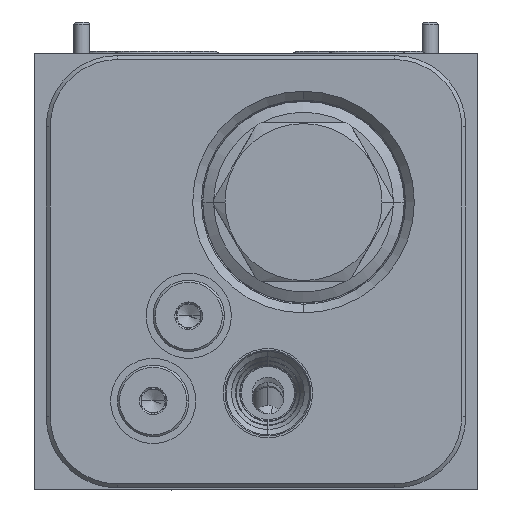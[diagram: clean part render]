
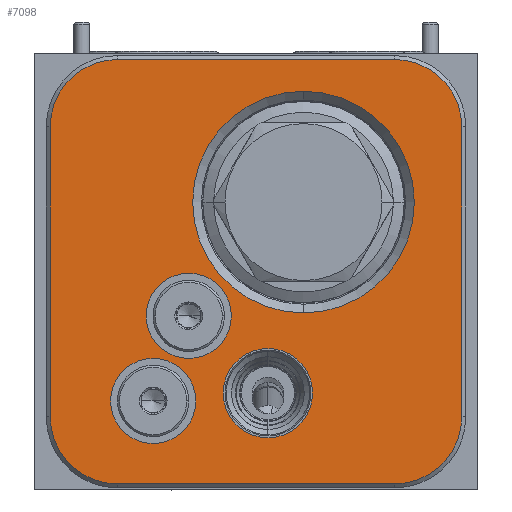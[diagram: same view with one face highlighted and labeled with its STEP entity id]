
A CAD part, front view. The second image highlights one B-rep face of the part: STEP entity #7098.
In plain terms, the highlighted planar face has unit normal (0, -1, 0).
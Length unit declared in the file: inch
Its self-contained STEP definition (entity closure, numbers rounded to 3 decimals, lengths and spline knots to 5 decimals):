
#731=CARTESIAN_POINT('',(2.844,-8.688,2.868));
#732=DIRECTION('',(0.,1.,0.));
#733=DIRECTION('',(0.,0.,1.));
#734=AXIS2_PLACEMENT_3D('',#731,#732,#733);
#745=CARTESIAN_POINT('',(1.844,-8.688,0.765));
#746=DIRECTION('',(0.,1.,0.));
#747=DIRECTION('',(0.,0.,-1.));
#748=AXIS2_PLACEMENT_3D('',#745,#746,#747);
#750=CARTESIAN_POINT('',(1.844,-8.688,0.765));
#751=DIRECTION('',(0.,1.,0.));
#752=DIRECTION('',(0.,0.,1.));
#753=AXIS2_PLACEMENT_3D('',#750,#751,#752);
#755=CARTESIAN_POINT('',(2.125,-8.688,2.273));
#756=DIRECTION('',(0.,1.,0.));
#757=DIRECTION('',(0.,0.,-1.));
#758=AXIS2_PLACEMENT_3D('',#755,#756,#757);
#760=CARTESIAN_POINT('',(2.125,-8.688,2.273));
#761=DIRECTION('',(0.,1.,0.));
#762=DIRECTION('',(0.,0.,1.));
#763=AXIS2_PLACEMENT_3D('',#760,#761,#762);
#765=CARTESIAN_POINT('',(0.938,-8.688,
0.703));
#766=DIRECTION('',(0.,1.,0.));
#767=DIRECTION('',(0.,0.,-1.));
#768=AXIS2_PLACEMENT_3D('',#765,#766,#767);
#770=CARTESIAN_POINT('',(0.938,-8.688,
0.703));
#771=DIRECTION('',(0.,1.,0.));
#772=DIRECTION('',(0.,0.,1.));
#773=AXIS2_PLACEMENT_3D('',#770,#771,#772);
#775=CARTESIAN_POINT('',(1.219,-8.688,1.375));
#776=DIRECTION('',(0.,1.,0.));
#777=DIRECTION('',(0.,0.,-1.));
#778=AXIS2_PLACEMENT_3D('',#775,#776,#777);
#780=CARTESIAN_POINT('',(1.219,-8.688,1.375));
#781=DIRECTION('',(0.,1.,0.));
#782=DIRECTION('',(0.,0.,1.));
#783=AXIS2_PLACEMENT_3D('',#780,#781,#782);
#5023=DIRECTION('',(0.,0.,-1.));
#5024=VECTOR('',#5023,2.289);
#5025=CARTESIAN_POINT('',(3.375,-8.688,2.868));
#5026=LINE('',#5025,#5024);
#5043=CARTESIAN_POINT('',(2.844,-8.688,0.579));
#5044=DIRECTION('',(0.,1.,0.));
#5045=DIRECTION('',(1.,0.,0.));
#5046=AXIS2_PLACEMENT_3D('',#5043,#5044,#5045);
#5061=DIRECTION('',(-1.,0.,0.));
#5062=VECTOR('',#5061,2.188);
#5063=CARTESIAN_POINT('',(2.844,-8.688,0.048));
#5064=LINE('',#5063,#5062);
#5077=CARTESIAN_POINT('',(0.656,-8.688,0.579));
#5078=DIRECTION('',(0.,1.,0.));
#5079=DIRECTION('',(0.,0.,-1.));
#5080=AXIS2_PLACEMENT_3D('',#5077,#5078,#5079);
#5091=DIRECTION('',(0.,0.,1.));
#5092=VECTOR('',#5091,2.289);
#5093=CARTESIAN_POINT('',(0.125,-8.688,0.579));
#5094=LINE('',#5093,#5092);
#5111=CARTESIAN_POINT('',(0.656,-8.688,2.868));
#5112=DIRECTION('',(0.,1.,0.));
#5113=DIRECTION('',(-1.,0.,0.));
#5114=AXIS2_PLACEMENT_3D('',#5111,#5112,#5113);
#5125=DIRECTION('',(1.,0.,0.));
#5126=VECTOR('',#5125,2.188);
#5127=CARTESIAN_POINT('',(0.656,-8.688,3.399));
#5128=LINE('',#5127,#5126);
#6205=CARTESIAN_POINT('',(1.844,-8.688,
0.4125));
#6206=CARTESIAN_POINT('',(1.844,-8.688,1.1175));
#6207=VERTEX_POINT('',#6205);
#6208=VERTEX_POINT('',#6206);
#6273=CARTESIAN_POINT('',(2.125,-8.688,1.398));
#6274=CARTESIAN_POINT('',(2.125,-8.688,3.148));
#6275=VERTEX_POINT('',#6273);
#6276=VERTEX_POINT('',#6274);
#6343=CARTESIAN_POINT('',(0.938,-8.688,
0.367));
#6344=CARTESIAN_POINT('',(0.938,-8.688,
1.039));
#6345=VERTEX_POINT('',#6343);
#6346=VERTEX_POINT('',#6344);
#6375=CARTESIAN_POINT('',(1.219,-8.688,1.039));
#6376=CARTESIAN_POINT('',(1.219,-8.688,1.711));
#6377=VERTEX_POINT('',#6375);
#6378=VERTEX_POINT('',#6376);
#6423=CARTESIAN_POINT('',(2.844,-8.688,0.048));
#6424=CARTESIAN_POINT('',(0.656,-8.688,0.048));
#6425=VERTEX_POINT('',#6423);
#6426=VERTEX_POINT('',#6424);
#6431=CARTESIAN_POINT('',(0.125,-8.688,0.579));
#6432=VERTEX_POINT('',#6431);
#6435=CARTESIAN_POINT('',(0.125,-8.688,2.868));
#6436=VERTEX_POINT('',#6435);
#6439=CARTESIAN_POINT('',(0.656,-8.688,3.399));
#6440=VERTEX_POINT('',#6439);
#6443=CARTESIAN_POINT('',(2.844,-8.688,3.399));
#6444=VERTEX_POINT('',#6443);
#6447=CARTESIAN_POINT('',(3.375,-8.688,2.868));
#6448=VERTEX_POINT('',#6447);
#6451=CARTESIAN_POINT('',(3.375,-8.688,0.579));
#6452=VERTEX_POINT('',#6451);
#7052=CARTESIAN_POINT('',(0.,-8.688,0.));
#7053=DIRECTION('',(0.,-1.,0.));
#7054=DIRECTION('',(1.,0.,0.));
#7055=AXIS2_PLACEMENT_3D('',#7052,#7053,#7054);
#7056=PLANE('',#7055);
#7057=ORIENTED_EDGE('',*,*,#7042,.T.);
#7059=ORIENTED_EDGE('',*,*,#7058,.T.);
#7061=ORIENTED_EDGE('',*,*,#7060,.T.);
#7063=ORIENTED_EDGE('',*,*,#7062,.T.);
#7065=ORIENTED_EDGE('',*,*,#7064,.T.);
#7067=ORIENTED_EDGE('',*,*,#7066,.T.);
#7069=ORIENTED_EDGE('',*,*,#7068,.T.);
#7071=ORIENTED_EDGE('',*,*,#7070,.T.);
#7072=EDGE_LOOP('',(#7057,#7059,#7061,#7063,#7065,#7067,#7069,#7071));
#7073=FACE_OUTER_BOUND('',#7072,.F.);
#7075=ORIENTED_EDGE('',*,*,#7074,.F.);
#7077=ORIENTED_EDGE('',*,*,#7076,.F.);
#7078=EDGE_LOOP('',(#7075,#7077));
#7079=FACE_BOUND('',#7078,.F.);
#7081=ORIENTED_EDGE('',*,*,#7080,.F.);
#7083=ORIENTED_EDGE('',*,*,#7082,.F.);
#7084=EDGE_LOOP('',(#7081,#7083));
#7085=FACE_BOUND('',#7084,.F.);
#7087=ORIENTED_EDGE('',*,*,#7086,.F.);
#7089=ORIENTED_EDGE('',*,*,#7088,.F.);
#7090=EDGE_LOOP('',(#7087,#7089));
#7091=FACE_BOUND('',#7090,.F.);
#7093=ORIENTED_EDGE('',*,*,#7092,.F.);
#7095=ORIENTED_EDGE('',*,*,#7094,.F.);
#7096=EDGE_LOOP('',(#7093,#7095));
#7097=FACE_BOUND('',#7096,.F.);
#7098=ADVANCED_FACE('',(#7073,#7079,#7085,#7091,#7097),#7056,.T.);
#735=CIRCLE('',#734,0.531);
#749=CIRCLE('',#748,0.3525);
#754=CIRCLE('',#753,0.3525);
#759=CIRCLE('',#758,0.875);
#764=CIRCLE('',#763,0.875);
#769=CIRCLE('',#768,0.336);
#774=CIRCLE('',#773,0.336);
#779=CIRCLE('',#778,0.336);
#784=CIRCLE('',#783,0.336);
#5047=CIRCLE('',#5046,0.531);
#5081=CIRCLE('',#5080,0.531);
#5115=CIRCLE('',#5114,0.531);
#7042=EDGE_CURVE('',#6444,#6448,#735,.T.);
#7058=EDGE_CURVE('',#6448,#6452,#5026,.T.);
#7060=EDGE_CURVE('',#6452,#6425,#5047,.T.);
#7062=EDGE_CURVE('',#6425,#6426,#5064,.T.);
#7064=EDGE_CURVE('',#6426,#6432,#5081,.T.);
#7066=EDGE_CURVE('',#6432,#6436,#5094,.T.);
#7068=EDGE_CURVE('',#6436,#6440,#5115,.T.);
#7070=EDGE_CURVE('',#6440,#6444,#5128,.T.);
#7074=EDGE_CURVE('',#6275,#6276,#759,.T.);
#7076=EDGE_CURVE('',#6276,#6275,#764,.T.);
#7080=EDGE_CURVE('',#6345,#6346,#769,.T.);
#7082=EDGE_CURVE('',#6346,#6345,#774,.T.);
#7086=EDGE_CURVE('',#6377,#6378,#779,.T.);
#7088=EDGE_CURVE('',#6378,#6377,#784,.T.);
#7092=EDGE_CURVE('',#6207,#6208,#749,.T.);
#7094=EDGE_CURVE('',#6208,#6207,#754,.T.);
